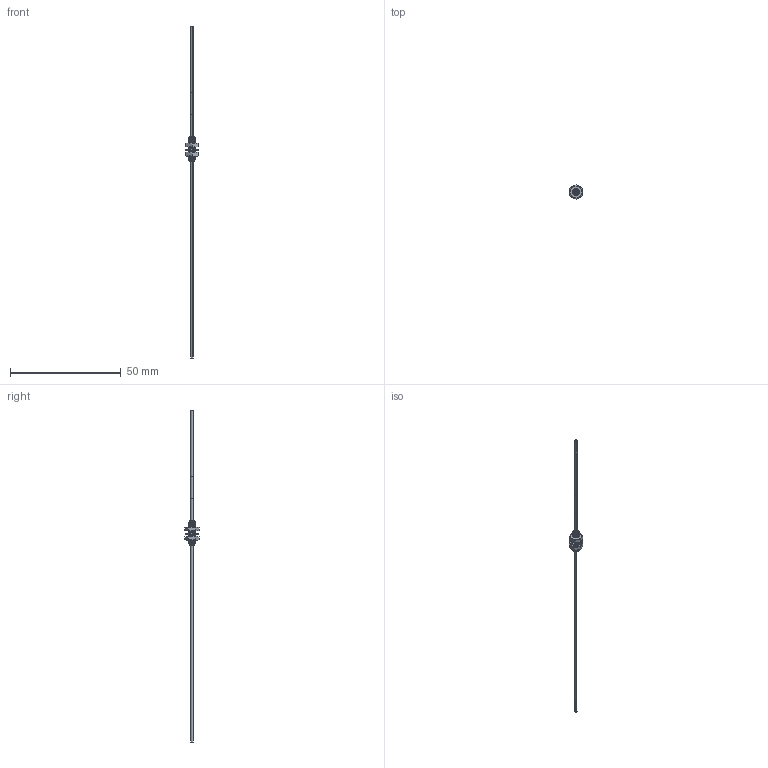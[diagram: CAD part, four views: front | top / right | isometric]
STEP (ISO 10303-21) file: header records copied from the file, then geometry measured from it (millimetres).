
FILE_DESCRIPTION((''),'2;1');
FILE_NAME('166385_ASM','2016-01-05T',('pdmadmin'),(''),'PRO/ENGINEER BY PARAMETRIC TECHNOLOGY CORPORATION, 2013230','PRO/ENGINEER BY PARAMETRIC TECHNOLOGY CORPORATION, 2013230','');
FILE_SCHEMA(('CONFIG_CONTROL_DESIGN'));
Length unit declared in the file: inch
Products named in the file (7): 13960; 10141; 13971; 08393_M3_ITLW_NI_PLATE; 08396_M3X0; FIBER_CORE_020_X_; 166385_ASM
Assembly tree (7 placements, depth 2):
  166385_ASM
    13960
    10141
    13971
    08393_M3_ITLW_NI_PLATE
    08396_M3X0  x2
    FIBER_CORE_020_X_
Bounding box: 5.99 x 6.35 x 150 mm (x, y, z)
Volume: 193.2 mm3; surface area: 1164.1 mm2
Topology: 7 solids, 8 shells, 228 faces, 575 edges, 361 vertices
Faces by surface type: cylinder 106, cone 60, plane 46, bspline 16
Entity records: 11599 total; most frequent: CARTESIAN_POINT 6758, ORIENTED_EDGE 1010, DIRECTION 949, EDGE_CURVE 507, AXIS2_PLACEMENT_3D 366, VERTEX_POINT 323, VECTOR 217, LINE 217
